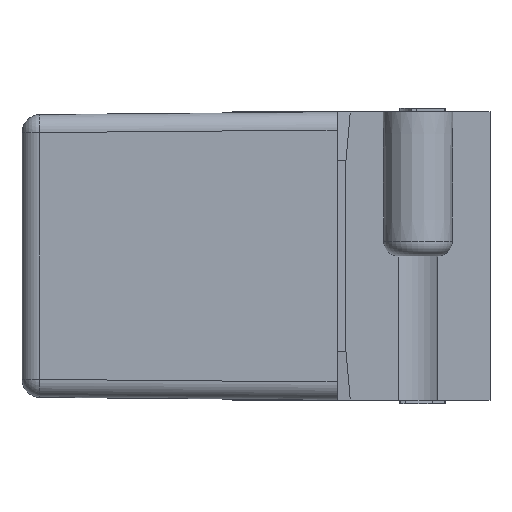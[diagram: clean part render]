
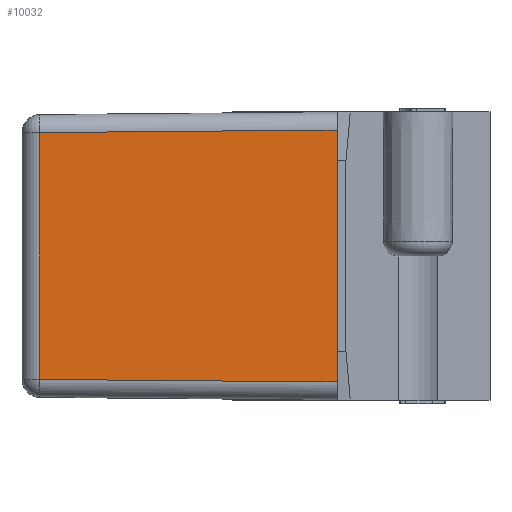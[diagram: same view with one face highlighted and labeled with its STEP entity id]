
A CAD part, left-side view. The second image highlights one B-rep face of the part: STEP entity #10032.
In plain terms, the highlighted face is planar.
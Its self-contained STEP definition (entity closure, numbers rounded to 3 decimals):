
#324 = LINE ( 'NONE', #24585, #30532 ) ;
#1227 = LINE ( 'NONE', #1409, #14433 ) ;
#1409 = CARTESIAN_POINT ( 'NONE',  ( 13.706, 16.509, 8. ) ) ;
#2635 = EDGE_LOOP ( 'NONE', ( #26701, #16569, #10565, #3685 ) ) ;
#3526 = CARTESIAN_POINT ( 'NONE',  ( 13.85, -0.009, 7. ) ) ;
#3685 = ORIENTED_EDGE ( 'NONE', *, *, #20234, .T. ) ;
#4237 = DIRECTION ( 'NONE',  ( -0.009, 1., 0. ) ) ;
#6110 = CARTESIAN_POINT ( 'NONE',  ( 13.706, 16.509, 6.856 ) ) ;
#6345 = CARTESIAN_POINT ( 'NONE',  ( 13.85, 0., 8. ) ) ;
#8559 = VERTEX_POINT ( 'NONE', #25431 ) ;
#9443 = CARTESIAN_POINT ( 'NONE',  ( 13.85, 0., 8. ) ) ;
#9510 = VECTOR ( 'NONE', #19119, 1000. ) ;
#10032 = ADVANCED_FACE ( 'NONE', ( #12120 ), #18019, .T. ) ;
#10565 = ORIENTED_EDGE ( 'NONE', *, *, #17098, .T. ) ;
#10928 = DIRECTION ( 'NONE',  ( -0.009, 1., 0.009 ) ) ;
#12120 = FACE_OUTER_BOUND ( 'NONE', #2635, .T. ) ;
#12172 = DIRECTION ( 'NONE',  ( 0., 0., 1. ) ) ;
#14433 = VECTOR ( 'NONE', #12172, 1000. ) ;
#14563 = LINE ( 'NONE', #6345, #17005 ) ;
#16569 = ORIENTED_EDGE ( 'NONE', *, *, #17741, .T. ) ;
#17005 = VECTOR ( 'NONE', #28780, 1000. ) ;
#17098 = EDGE_CURVE ( 'NONE', #8559, #32183, #1227, .T. ) ;
#17741 = EDGE_CURVE ( 'NONE', #20225, #8559, #324, .T. ) ;
#18019 = PLANE ( 'NONE',  #27140 ) ;
#19119 = DIRECTION ( 'NONE',  ( 0.009, -1., 0.009 ) ) ;
#20225 = VERTEX_POINT ( 'NONE', #33132 ) ;
#20234 = EDGE_CURVE ( 'NONE', #32183, #20774, #33488, .T. ) ;
#20774 = VERTEX_POINT ( 'NONE', #21358 ) ;
#21358 = CARTESIAN_POINT ( 'NONE',  ( 13.85, 0., 7. ) ) ;
#22239 = EDGE_CURVE ( 'NONE', #20774, #20225, #14563, .T. ) ;
#23245 = DIRECTION ( 'NONE',  ( 1., 0.009, 0. ) ) ;
#24585 = CARTESIAN_POINT ( 'NONE',  ( 13.849, 0.131, -6.999 ) ) ;
#25431 = CARTESIAN_POINT ( 'NONE',  ( 13.706, 16.509, -6.856 ) ) ;
#26701 = ORIENTED_EDGE ( 'NONE', *, *, #22239, .T. ) ;
#27140 = AXIS2_PLACEMENT_3D ( 'NONE', #9443, #23245, #4237 ) ;
#28780 = DIRECTION ( 'NONE',  ( 0., 0., -1. ) ) ;
#30532 = VECTOR ( 'NONE', #10928, 1000. ) ;
#32183 = VERTEX_POINT ( 'NONE', #6110 ) ;
#33132 = CARTESIAN_POINT ( 'NONE',  ( 13.85, 0., -7. ) ) ;
#33488 = LINE ( 'NONE', #3526, #9510 ) ;
